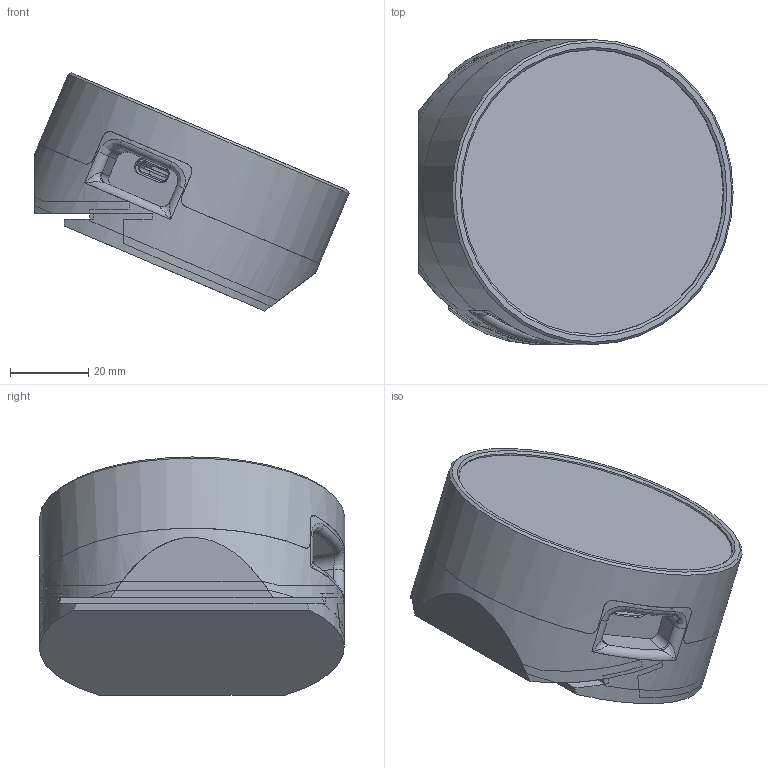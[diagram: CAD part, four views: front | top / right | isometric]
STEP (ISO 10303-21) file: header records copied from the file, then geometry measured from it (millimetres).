
FILE_DESCRIPTION(/* description */ ('','CAx-IF Rec.Pracs.---Representation and Presentation of Product Manufacturing Information (PMI)---4.0---2014-10-13'),/* implementation_level */ '2;1');
FILE_NAME(/* name */ 'Angled Display Case v10.step',/* time_stamp */ '2025-01-10T22:50:41+01:00',/* author */ (''),/* organization */ (''),/* preprocessor_version */ 'ST-DEVELOPER v20',/* originating_system */ 'Autodesk Translation Framework v13.20.0.188',/* authorisation */ '');
FILE_SCHEMA (('AP242_MANAGED_MODEL_BASED_3D_ENGINEERING_MIM_LF { 1 0 10303 442 1 1 4 }'));
Length unit declared in the file: millimetre
Products named in the file (9): Angled Display Case; Case Front; Case Back Rancilio; T_RGB-LCD_ASM; LCD_BH021; T_RGB-V1_0; T_RGB_COVA; Case Back GCP; Case Back GC
Assembly tree (8 placements, depth 3):
  Angled Display Case
    Case Front
    Case Back Rancilio
    T_RGB-LCD_ASM
      LCD_BH021
      T_RGB-V1_0
      T_RGB_COVA
    Case Back GCP
    Case Back GC
Bounding box: 80.11 x 77.9 x 60.71 mm (x, y, z)
Volume: 280874.4 mm3; surface area: 101087.5 mm2
Topology: 8 solids, 8 shells, 1670 faces, 4534 edges, 2984 vertices
Faces by surface type: plane 1410, cylinder 150, bspline 54, torus 43, cone 13
Full cylindrical faces by diameter (mm): 0.587 x1, 1.761 x1, 2 x1, 53.88 x1, 72.6 x1, 75 x1, 75.4 x1, 77.8 x4
Entity records: 54895 total; most frequent: CARTESIAN_POINT 12579, ORIENTED_EDGE 9044, DIRECTION 7975, EDGE_CURVE 4522, LINE 3883, VECTOR 3883, VERTEX_POINT 2984, AXIS2_PLACEMENT_3D 2046
